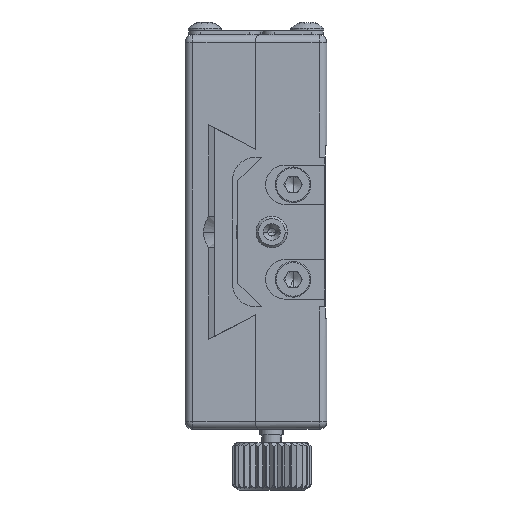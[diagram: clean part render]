
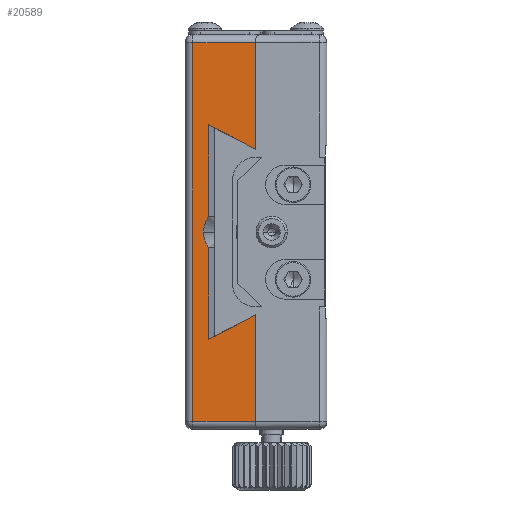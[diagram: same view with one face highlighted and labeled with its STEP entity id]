
A CAD part, left-side view. The second image highlights one B-rep face of the part: STEP entity #20589.
In plain terms, the highlighted planar face has unit normal (-1, 0, 0).
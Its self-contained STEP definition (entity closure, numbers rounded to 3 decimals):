
#906 = AXIS2_PLACEMENT_3D ( 'NONE', #26063, #26064, #26065 ) ;
#12378 = FACE_OUTER_BOUND ( 'NONE', #17235, .T. ) ;
#17235 = EDGE_LOOP ( 'NONE', ( #28656, #28658, #28657, #28659, #28660, #28661, #28663, #28662, #28665, #28664, #28666 ) ) ;
#20589 = ADVANCED_FACE ( 'NONE', ( #12378 ), #26062, .F. ) ;
#23711 = VERTEX_POINT ( 'NONE', #26270 ) ;
#23720 = VERTEX_POINT ( 'NONE', #26279 ) ;
#25543 = B_SPLINE_CURVE_WITH_KNOTS ( 'NONE', 3,
 ( #29577, #29578, #29579, #29580, #29581, #29582 ),
 .UNSPECIFIED., .F., .F.,
 ( 4, 2, 4 ),
 ( 0.015, 0.016, 0.017 ),
 .UNSPECIFIED. ) ;
#25590 = B_SPLINE_CURVE_WITH_KNOTS ( 'NONE', 3,
 ( #40907, #40908, #40909, #40910, #40911, #40912, #40913, #40914 ),
 .UNSPECIFIED., .F., .F.,
 ( 4, 2, 2, 4 ),
 ( 0.013, 0.013, 0.014, 0.015 ),
 .UNSPECIFIED. ) ;
#25591 = B_SPLINE_CURVE_WITH_KNOTS ( 'NONE', 3,
 ( #40929, #40930, #40931, #40932 ),
 .UNSPECIFIED., .F., .F.,
 ( 4, 4 ),
 ( 0.014, 0.02 ),
 .UNSPECIFIED. ) ;
#25592 = B_SPLINE_CURVE_WITH_KNOTS ( 'NONE', 3,
 ( #40921, #40922, #40923, #40924 ),
 .UNSPECIFIED., .F., .F.,
 ( 4, 4 ),
 ( 0.017, 0.024 ),
 .UNSPECIFIED. ) ;
#26062 = PLANE ( 'NONE',  #906 ) ;
#26063 = CARTESIAN_POINT ( 'NONE',  ( -25., -10., 25. ) ) ;
#26064 = DIRECTION ( 'NONE',  ( 1., 0., 0. ) ) ;
#26065 = DIRECTION ( 'NONE',  ( 0., 0., -1. ) ) ;
#26270 = CARTESIAN_POINT ( 'NONE',  ( -25., -13., -1.96 ) ) ;
#26279 = CARTESIAN_POINT ( 'NONE',  ( -25., -12.335, 0. ) ) ;
#27324 = EDGE_CURVE ( 'NONE', #23720, #23711, #25543, .T. ) ;
#27803 = EDGE_CURVE ( 'NONE', #28177, #23720, #25590, .T. ) ;
#27804 = EDGE_CURVE ( 'NONE', #28179, #28180, #31956, .T. ) ;
#27805 = EDGE_CURVE ( 'NONE', #28178, #28179, #31958, .T. ) ;
#27806 = EDGE_CURVE ( 'NONE', #28181, #28180, #31960, .T. ) ;
#27807 = EDGE_CURVE ( 'NONE', #28181, #28182, #25592, .T. ) ;
#27808 = EDGE_CURVE ( 'NONE', #28182, #23711, #31961, .T. ) ;
#27809 = EDGE_CURVE ( 'NONE', #28177, #28183, #31963, .T. ) ;
#27810 = EDGE_CURVE ( 'NONE', #28183, #28184, #25591, .T. ) ;
#27811 = EDGE_CURVE ( 'NONE', #28185, #28184, #31965, .T. ) ;
#27812 = EDGE_CURVE ( 'NONE', #28185, #28178, #31967, .T. ) ;
#28177 = VERTEX_POINT ( 'NONE', #42217 ) ;
#28178 = VERTEX_POINT ( 'NONE', #42218 ) ;
#28179 = VERTEX_POINT ( 'NONE', #42219 ) ;
#28180 = VERTEX_POINT ( 'NONE', #42220 ) ;
#28181 = VERTEX_POINT ( 'NONE', #42221 ) ;
#28182 = VERTEX_POINT ( 'NONE', #42222 ) ;
#28183 = VERTEX_POINT ( 'NONE', #42223 ) ;
#28184 = VERTEX_POINT ( 'NONE', #42224 ) ;
#28185 = VERTEX_POINT ( 'NONE', #42225 ) ;
#28656 = ORIENTED_EDGE ( 'NONE', *, *, #27805, .T. ) ;
#28657 = ORIENTED_EDGE ( 'NONE', *, *, #27806, .F. ) ;
#28658 = ORIENTED_EDGE ( 'NONE', *, *, #27804, .T. ) ;
#28659 = ORIENTED_EDGE ( 'NONE', *, *, #27807, .T. ) ;
#28660 = ORIENTED_EDGE ( 'NONE', *, *, #27808, .T. ) ;
#28661 = ORIENTED_EDGE ( 'NONE', *, *, #27324, .F. ) ;
#28662 = ORIENTED_EDGE ( 'NONE', *, *, #27809, .T. ) ;
#28663 = ORIENTED_EDGE ( 'NONE', *, *, #27803, .F. ) ;
#28664 = ORIENTED_EDGE ( 'NONE', *, *, #27811, .F. ) ;
#28665 = ORIENTED_EDGE ( 'NONE', *, *, #27810, .T. ) ;
#28666 = ORIENTED_EDGE ( 'NONE', *, *, #27812, .T. ) ;
#29577 = CARTESIAN_POINT ( 'NONE',  ( -25., -12.335, 0. ) ) ;
#29578 = CARTESIAN_POINT ( 'NONE',  ( -25., -12.335, -0.354 ) ) ;
#29579 = CARTESIAN_POINT ( 'NONE',  ( -25., -12.394, -0.699 ) ) ;
#29580 = CARTESIAN_POINT ( 'NONE',  ( -25., -12.623, -1.367 ) ) ;
#29581 = CARTESIAN_POINT ( 'NONE',  ( -25., -12.788, -1.677 ) ) ;
#29582 = CARTESIAN_POINT ( 'NONE',  ( -25., -13., -1.96 ) ) ;
#31956 = LINE ( 'NONE', #40915, #37384 ) ;
#31958 = LINE ( 'NONE', #40917, #37832 ) ;
#31960 = LINE ( 'NONE', #40919, #37990 ) ;
#31961 = LINE ( 'NONE', #40925, #38627 ) ;
#31963 = LINE ( 'NONE', #40927, #39025 ) ;
#31965 = LINE ( 'NONE', #40933, #38754 ) ;
#31967 = LINE ( 'NONE', #40935, #37288 ) ;
#37288 = VECTOR ( 'NONE', #40936, 1000. ) ;
#37384 = VECTOR ( 'NONE', #40916, 1000. ) ;
#37832 = VECTOR ( 'NONE', #40918, 1000. ) ;
#37990 = VECTOR ( 'NONE', #40920, 1000. ) ;
#38627 = VECTOR ( 'NONE', #40926, 1000. ) ;
#38754 = VECTOR ( 'NONE', #40934, 1000. ) ;
#39025 = VECTOR ( 'NONE', #40928, 1000. ) ;
#40907 = CARTESIAN_POINT ( 'NONE',  ( -25., -13., 1.96 ) ) ;
#40908 = CARTESIAN_POINT ( 'NONE',  ( -25., -12.895, 1.819 ) ) ;
#40909 = CARTESIAN_POINT ( 'NONE',  ( -25., -12.801, 1.672 ) ) ;
#40910 = CARTESIAN_POINT ( 'NONE',  ( -25., -12.637, 1.364 ) ) ;
#40911 = CARTESIAN_POINT ( 'NONE',  ( -25., -12.566, 1.201 ) ) ;
#40912 = CARTESIAN_POINT ( 'NONE',  ( -25., -12.394, 0.7 ) ) ;
#40913 = CARTESIAN_POINT ( 'NONE',  ( -25., -12.335, 0.355 ) ) ;
#40914 = CARTESIAN_POINT ( 'NONE',  ( -25., -12.335, 0. ) ) ;
#40915 = CARTESIAN_POINT ( 'NONE',  ( -25., -10., -24. ) ) ;
#40916 = DIRECTION ( 'NONE',  ( 0., -1., 0. ) ) ;
#40917 = CARTESIAN_POINT ( 'NONE',  ( -25., -11., 25. ) ) ;
#40918 = DIRECTION ( 'NONE',  ( 0., 0., -1. ) ) ;
#40919 = CARTESIAN_POINT ( 'NONE',  ( -25., -18.915, 25. ) ) ;
#40920 = DIRECTION ( 'NONE',  ( 0., 0., -1. ) ) ;
#40921 = CARTESIAN_POINT ( 'NONE',  ( -25., -18.915, -10.496 ) ) ;
#40922 = CARTESIAN_POINT ( 'NONE',  ( -25., -16.947, -11.543 ) ) ;
#40923 = CARTESIAN_POINT ( 'NONE',  ( -25., -14.975, -12.582 ) ) ;
#40924 = CARTESIAN_POINT ( 'NONE',  ( -25., -13., -13.614 ) ) ;
#40925 = CARTESIAN_POINT ( 'NONE',  ( -25., -13., 25. ) ) ;
#40926 = DIRECTION ( 'NONE',  ( 0., 0., 1. ) ) ;
#40927 = CARTESIAN_POINT ( 'NONE',  ( -25., -13., 25. ) ) ;
#40928 = DIRECTION ( 'NONE',  ( 0., 0., 1. ) ) ;
#40929 = CARTESIAN_POINT ( 'NONE',  ( -25., -13., 13.614 ) ) ;
#40930 = CARTESIAN_POINT ( 'NONE',  ( -25., -14.975, 12.582 ) ) ;
#40931 = CARTESIAN_POINT ( 'NONE',  ( -25., -16.947, 11.543 ) ) ;
#40932 = CARTESIAN_POINT ( 'NONE',  ( -25., -18.915, 10.496 ) ) ;
#40933 = CARTESIAN_POINT ( 'NONE',  ( -25., -18.915, 25. ) ) ;
#40934 = DIRECTION ( 'NONE',  ( 0., 0., -1. ) ) ;
#40935 = CARTESIAN_POINT ( 'NONE',  ( -25., -10., 24. ) ) ;
#40936 = DIRECTION ( 'NONE',  ( 0., 1., 0. ) ) ;
#42217 = CARTESIAN_POINT ( 'NONE',  ( -25., -13., 1.96 ) ) ;
#42218 = CARTESIAN_POINT ( 'NONE',  ( -25., -11., 24. ) ) ;
#42219 = CARTESIAN_POINT ( 'NONE',  ( -25., -11., -24. ) ) ;
#42220 = CARTESIAN_POINT ( 'NONE',  ( -25., -18.915, -24. ) ) ;
#42221 = CARTESIAN_POINT ( 'NONE',  ( -25., -18.915, -10.496 ) ) ;
#42222 = CARTESIAN_POINT ( 'NONE',  ( -25., -13., -13.614 ) ) ;
#42223 = CARTESIAN_POINT ( 'NONE',  ( -25., -13., 13.614 ) ) ;
#42224 = CARTESIAN_POINT ( 'NONE',  ( -25., -18.915, 10.496 ) ) ;
#42225 = CARTESIAN_POINT ( 'NONE',  ( -25., -18.915, 24. ) ) ;
